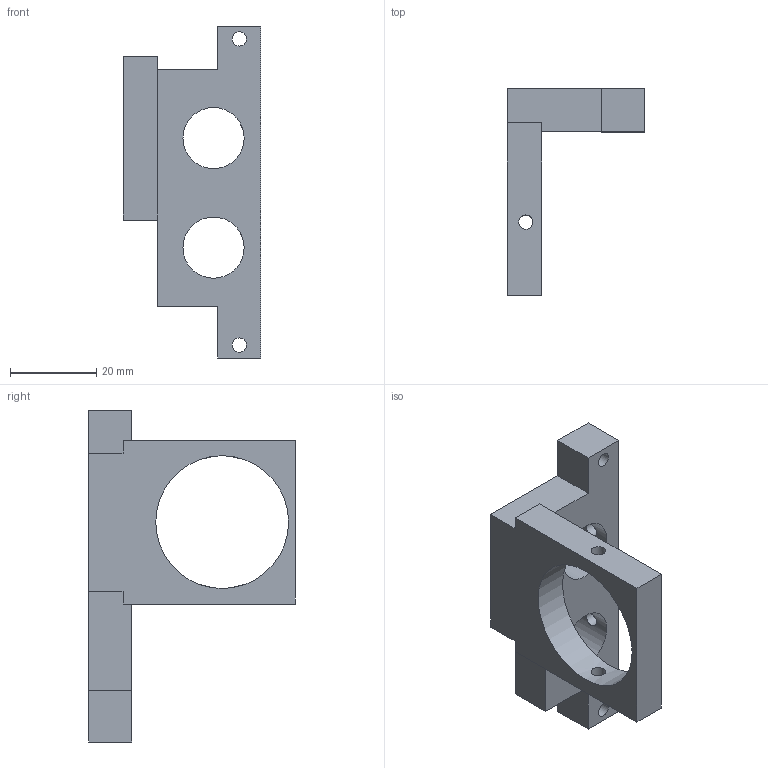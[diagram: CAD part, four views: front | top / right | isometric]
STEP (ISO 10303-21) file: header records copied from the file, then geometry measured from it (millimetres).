
FILE_DESCRIPTION(/* description */ (''),/* implementation_level */ '2;1');
FILE_NAME(/* name */ 'ShearingUnitCambridge.stp',/* time_stamp */ '2021-03-07T13:37:02-06:00',/* author */ ('RFIOLK'),/* organization */ (''),/* preprocessor_version */ 'ST-DEVELOPER v18',/* originating_system */ 'Autodesk Inventor 2020',/* authorisation */ '');
FILE_SCHEMA (('AUTOMOTIVE_DESIGN { 1 0 10303 214 3 1 1 }'));
Length unit declared in the file: millimetre
Products named in the file (1): ShearingUnit
Bounding box: 32 x 48 x 77 mm (x, y, z)
Volume: 20179.1 mm3; surface area: 9181.8 mm2
Topology: 1 solids, 1 shells, 27 faces, 87 edges, 61 vertices
Faces by surface type: plane 18, cylinder 9
Full cylindrical faces by diameter (mm): 3.302 x6, 14.2 x2, 30.8 x1
Entity records: 1174 total; most frequent: CARTESIAN_POINT 311, ORIENTED_EDGE 174, DIRECTION 159, EDGE_CURVE 87, VERTEX_POINT 61, LINE 57, VECTOR 57, AXIS2_PLACEMENT_3D 51
